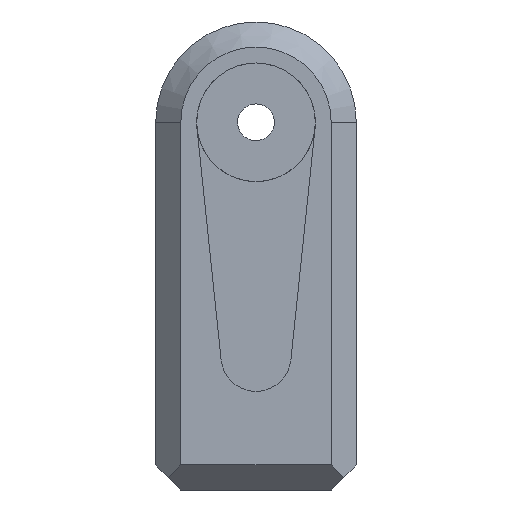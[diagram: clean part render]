
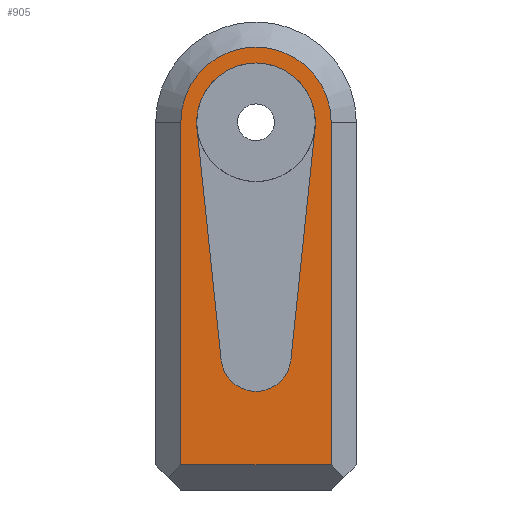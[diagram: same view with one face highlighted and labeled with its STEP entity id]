
A CAD part, front view. The second image highlights one B-rep face of the part: STEP entity #905.
In plain terms, the highlighted planar face has unit normal (0, -1, 0).
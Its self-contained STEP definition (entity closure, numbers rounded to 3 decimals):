
#676=CARTESIAN_POINT('Line Origine',(-4.5,-20.5,14.)) ;
#680=CARTESIAN_POINT('Vertex',(-4.5,-20.5,1.5)) ;
#682=CARTESIAN_POINT('Vertex',(-4.5,-20.5,22.)) ;
#823=CARTESIAN_POINT('Vertex',(4.5,-20.5,1.5)) ;
#834=CARTESIAN_POINT('Vertex',(4.5,-20.5,22.)) ;
#837=CARTESIAN_POINT('Line Origine',(4.5,-20.5,14.)) ;
#850=CARTESIAN_POINT('Axis2P3D Location',(0.,-20.5,28.)) ;
#855=CARTESIAN_POINT('Axis2P3D Location',(0.,-20.5,22.)) ;
#860=CARTESIAN_POINT('Line Origine',(0.,-20.5,1.5)) ;
#871=CARTESIAN_POINT('Axis2P3D Location',(0.,-20.5,22.)) ;
#875=CARTESIAN_POINT('Vertex',(3.531,-20.5,21.632)) ;
#877=CARTESIAN_POINT('Vertex',(-3.531,-20.5,21.632)) ;
#880=CARTESIAN_POINT('Line Origine',(2.81,-20.5,14.707)) ;
#884=CARTESIAN_POINT('Vertex',(2.089,-20.5,7.783)) ;
#887=CARTESIAN_POINT('Axis2P3D Location',(0.,-20.5,8.)) ;
#891=CARTESIAN_POINT('Vertex',(-2.089,-20.5,7.783)) ;
#894=CARTESIAN_POINT('Line Origine',(-2.81,-20.5,14.707)) ;
#677=DIRECTION('Vector Direction',(0.,0.,1.)) ;
#838=DIRECTION('Vector Direction',(0.,0.,1.)) ;
#851=DIRECTION('Axis2P3D Direction',(0.,-1.,0.)) ;
#852=DIRECTION('Axis2P3D XDirection',(0.,0.,-1.)) ;
#856=DIRECTION('Axis2P3D Direction',(0.,-1.,0.)) ;
#861=DIRECTION('Vector Direction',(1.,0.,0.)) ;
#872=DIRECTION('Axis2P3D Direction',(0.,-1.,0.)) ;
#881=DIRECTION('Vector Direction',(0.104,0.,0.995)) ;
#888=DIRECTION('Axis2P3D Direction',(0.,-1.,0.)) ;
#895=DIRECTION('Vector Direction',(-0.104,0.,0.995)) ;
#853=AXIS2_PLACEMENT_3D('Plane Axis2P3D',#850,#851,#852) ;
#857=AXIS2_PLACEMENT_3D('Circle Axis2P3D',#855,#856,$) ;
#873=AXIS2_PLACEMENT_3D('Circle Axis2P3D',#871,#872,$) ;
#889=AXIS2_PLACEMENT_3D('Circle Axis2P3D',#887,#888,$) ;
#866=ORIENTED_EDGE('',*,*,#841,.F.) ;
#867=ORIENTED_EDGE('',*,*,#859,.F.) ;
#868=ORIENTED_EDGE('',*,*,#684,.F.) ;
#869=ORIENTED_EDGE('',*,*,#864,.T.) ;
#900=ORIENTED_EDGE('',*,*,#879,.F.) ;
#901=ORIENTED_EDGE('',*,*,#886,.F.) ;
#902=ORIENTED_EDGE('',*,*,#893,.F.) ;
#903=ORIENTED_EDGE('',*,*,#898,.F.) ;
#904=FACE_BOUND('',#899,.T.) ;
#678=VECTOR('Line Direction',#677,1.) ;
#839=VECTOR('Line Direction',#838,1.) ;
#862=VECTOR('Line Direction',#861,1.) ;
#882=VECTOR('Line Direction',#881,1.) ;
#896=VECTOR('Line Direction',#895,1.) ;
#905=ADVANCED_FACE('Corps principal',(#870,#904),#854,.T.) ;
#858=CIRCLE('generated circle',#857,4.5) ;
#874=CIRCLE('generated circle',#873,3.55) ;
#890=CIRCLE('generated circle',#889,2.1) ;
#684=EDGE_CURVE('',#681,#683,#679,.T.) ;
#841=EDGE_CURVE('',#835,#824,#840,.F.) ;
#859=EDGE_CURVE('',#683,#835,#858,.F.) ;
#864=EDGE_CURVE('',#681,#824,#863,.T.) ;
#879=EDGE_CURVE('',#876,#878,#874,.T.) ;
#886=EDGE_CURVE('',#885,#876,#883,.T.) ;
#893=EDGE_CURVE('',#892,#885,#890,.T.) ;
#898=EDGE_CURVE('',#878,#892,#897,.F.) ;
#865=EDGE_LOOP('',(#866,#867,#868,#869)) ;
#899=EDGE_LOOP('',(#900,#901,#902,#903)) ;
#870=FACE_OUTER_BOUND('',#865,.T.) ;
#679=LINE('Line',#676,#678) ;
#840=LINE('Line',#837,#839) ;
#863=LINE('Line',#860,#862) ;
#883=LINE('Line',#880,#882) ;
#897=LINE('Line',#894,#896) ;
#854=PLANE('Plane',#853) ;
#681=VERTEX_POINT('',#680) ;
#683=VERTEX_POINT('',#682) ;
#824=VERTEX_POINT('',#823) ;
#835=VERTEX_POINT('',#834) ;
#876=VERTEX_POINT('',#875) ;
#878=VERTEX_POINT('',#877) ;
#885=VERTEX_POINT('',#884) ;
#892=VERTEX_POINT('',#891) ;
